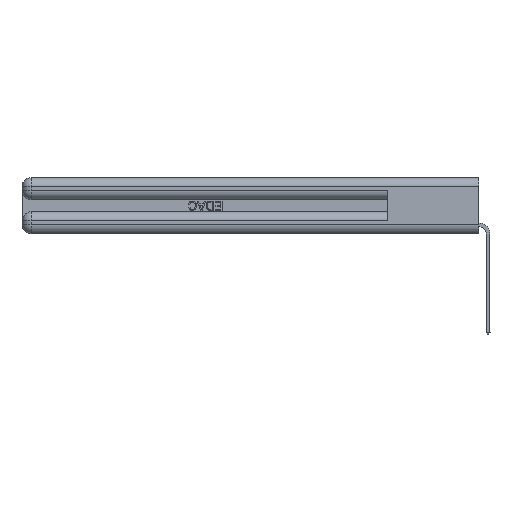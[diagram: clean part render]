
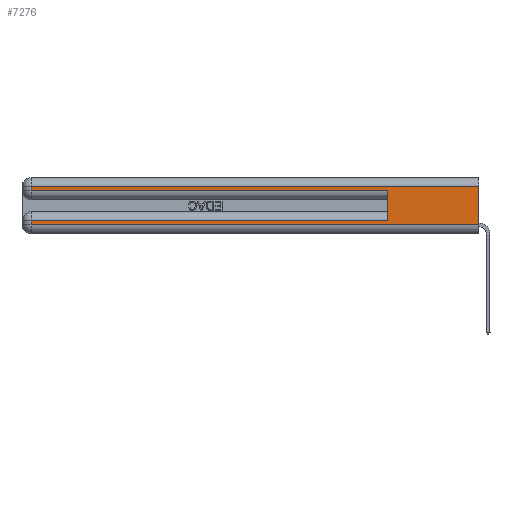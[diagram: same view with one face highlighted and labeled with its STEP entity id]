
A CAD part, left-side view. The second image highlights one B-rep face of the part: STEP entity #7276.
In plain terms, the highlighted planar face has unit normal (-1, 0, 0).
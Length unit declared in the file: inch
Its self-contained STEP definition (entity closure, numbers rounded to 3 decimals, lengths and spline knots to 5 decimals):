
#549 = ORIENTED_EDGE ( 'NONE', *, *, #12128, .T. ) ;
#745 = DIRECTION ( 'NONE',  ( 0., 0., -1. ) ) ;
#802 = VERTEX_POINT ( 'NONE', #23730 ) ;
#2347 = CARTESIAN_POINT ( 'NONE',  ( 0., 0., 0.06 ) ) ;
#2522 = EDGE_CURVE ( 'NONE', #6275, #5946, #23950, .T. ) ;
#3665 = CARTESIAN_POINT ( 'NONE',  ( 0., 0., 0.31 ) ) ;
#3714 = CARTESIAN_POINT ( 'NONE',  ( 0., 0., 0.085 ) ) ;
#3801 = CARTESIAN_POINT ( 'NONE',  ( 0., 2.94, 0.31 ) ) ;
#4978 = ORIENTED_EDGE ( 'NONE', *, *, #23627, .T. ) ;
#5491 = ORIENTED_EDGE ( 'NONE', *, *, #20604, .F. ) ;
#5946 = VERTEX_POINT ( 'NONE', #26674 ) ;
#5971 = DIRECTION ( 'NONE',  ( 1., 0., 0. ) ) ;
#5975 = VERTEX_POINT ( 'NONE', #24757 ) ;
#6132 = CARTESIAN_POINT ( 'NONE',  ( 0., 0.6, 0.145 ) ) ;
#6275 = VERTEX_POINT ( 'NONE', #6981 ) ;
#6448 = VECTOR ( 'NONE', #31136, 39.37008 ) ;
#6760 = LINE ( 'NONE', #3714, #25311 ) ;
#6981 = CARTESIAN_POINT ( 'NONE',  ( 0., 2.94, 0.285 ) ) ;
#7200 = DIRECTION ( 'NONE',  ( 0., -1., 0. ) ) ;
#7276 = ADVANCED_FACE ( 'NONE', ( #11489 ), #18078, .F. ) ;
#9891 = VECTOR ( 'NONE', #7200, 39.37008 ) ;
#10119 = VECTOR ( 'NONE', #745, 39.37008 ) ;
#10265 = VECTOR ( 'NONE', #24534, 39.37008 ) ;
#11489 = FACE_OUTER_BOUND ( 'NONE', #17184, .T. ) ;
#12128 = EDGE_CURVE ( 'NONE', #5975, #27355, #6760, .T. ) ;
#14078 = DIRECTION ( 'NONE',  ( 0., 1., 0. ) ) ;
#14537 = AXIS2_PLACEMENT_3D ( 'NONE', #20490, #5971, #22904 ) ;
#16217 = ORIENTED_EDGE ( 'NONE', *, *, #20350, .F. ) ;
#17184 = EDGE_LOOP ( 'NONE', ( #16217, #4978, #20458, #27681, #5491, #549, #20675, #24990 ) ) ;
#17419 = CARTESIAN_POINT ( 'NONE',  ( 0., 2.94, 0.06 ) ) ;
#17537 = VECTOR ( 'NONE', #26973, 39.37008 ) ;
#18078 = PLANE ( 'NONE',  #14537 ) ;
#18362 = VECTOR ( 'NONE', #14078, 39.37008 ) ;
#18599 = LINE ( 'NONE', #26262, #6448 ) ;
#19361 = VERTEX_POINT ( 'NONE', #3801 ) ;
#19695 = CARTESIAN_POINT ( 'NONE',  ( 0., 0., 0.285 ) ) ;
#20350 = EDGE_CURVE ( 'NONE', #28104, #802, #23141, .T. ) ;
#20458 = ORIENTED_EDGE ( 'NONE', *, *, #26918, .T. ) ;
#20490 = CARTESIAN_POINT ( 'NONE',  ( 0., 0., 0.37 ) ) ;
#20604 = EDGE_CURVE ( 'NONE', #5975, #5946, #22745, .T. ) ;
#20675 = ORIENTED_EDGE ( 'NONE', *, *, #28566, .T. ) ;
#22125 = CARTESIAN_POINT ( 'NONE',  ( 0., 0., 0.37 ) ) ;
#22745 = LINE ( 'NONE', #6132, #28429 ) ;
#22904 = DIRECTION ( 'NONE',  ( 0., 0., -1. ) ) ;
#23141 = LINE ( 'NONE', #22125, #10265 ) ;
#23531 = LINE ( 'NONE', #2347, #9891 ) ;
#23627 = EDGE_CURVE ( 'NONE', #28104, #19361, #30454, .T. ) ;
#23730 = CARTESIAN_POINT ( 'NONE',  ( 0., 0., 0.06 ) ) ;
#23769 = CARTESIAN_POINT ( 'NONE',  ( 0., 0., 0.31 ) ) ;
#23950 = LINE ( 'NONE', #19695, #17537 ) ;
#24534 = DIRECTION ( 'NONE',  ( 0., 0., -1. ) ) ;
#24757 = CARTESIAN_POINT ( 'NONE',  ( 0., 0.6, 0.085 ) ) ;
#24990 = ORIENTED_EDGE ( 'NONE', *, *, #25348, .T. ) ;
#25143 = CARTESIAN_POINT ( 'NONE',  ( 0., 2.94, 0.085 ) ) ;
#25311 = VECTOR ( 'NONE', #27911, 39.37008 ) ;
#25348 = EDGE_CURVE ( 'NONE', #26427, #802, #23531, .T. ) ;
#26262 = CARTESIAN_POINT ( 'NONE',  ( 0., 2.94, 0.37 ) ) ;
#26427 = VERTEX_POINT ( 'NONE', #17419 ) ;
#26674 = CARTESIAN_POINT ( 'NONE',  ( 0., 0.6, 0.285 ) ) ;
#26918 = EDGE_CURVE ( 'NONE', #19361, #6275, #18599, .T. ) ;
#26973 = DIRECTION ( 'NONE',  ( 0., -1., 0. ) ) ;
#27306 = CARTESIAN_POINT ( 'NONE',  ( 0., 2.94, 0.37 ) ) ;
#27355 = VERTEX_POINT ( 'NONE', #25143 ) ;
#27681 = ORIENTED_EDGE ( 'NONE', *, *, #2522, .T. ) ;
#27820 = DIRECTION ( 'NONE',  ( 0., 0., 1. ) ) ;
#27911 = DIRECTION ( 'NONE',  ( 0., 1., 0. ) ) ;
#28104 = VERTEX_POINT ( 'NONE', #3665 ) ;
#28429 = VECTOR ( 'NONE', #27820, 39.37008 ) ;
#28566 = EDGE_CURVE ( 'NONE', #27355, #26427, #29414, .T. ) ;
#29414 = LINE ( 'NONE', #27306, #10119 ) ;
#30454 = LINE ( 'NONE', #23769, #18362 ) ;
#31136 = DIRECTION ( 'NONE',  ( 0., 0., -1. ) ) ;
